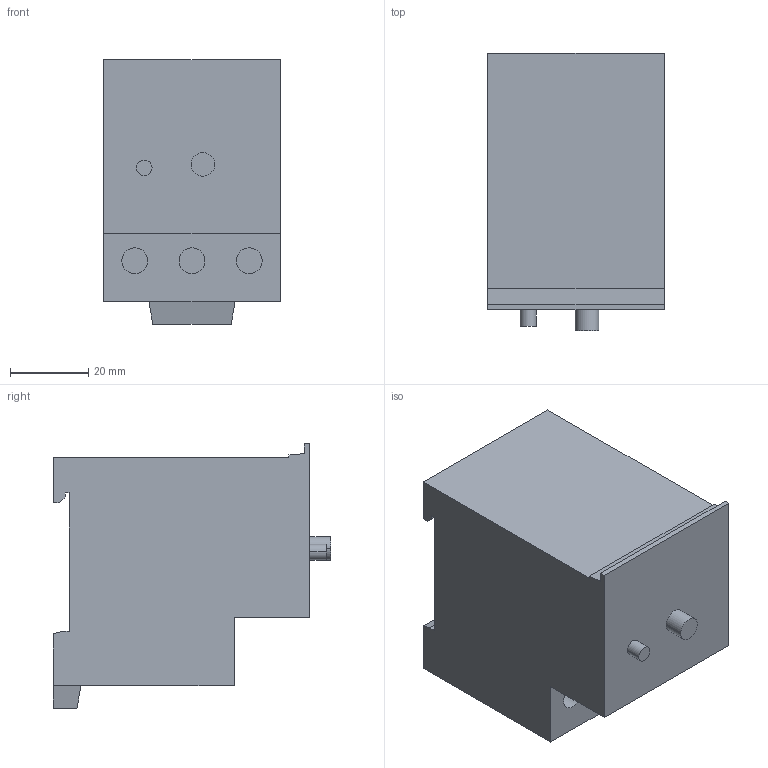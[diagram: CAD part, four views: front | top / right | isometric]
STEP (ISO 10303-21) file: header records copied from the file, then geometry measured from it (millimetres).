
FILE_DESCRIPTION (( 'STEP AP203' ), '1' );
FILE_NAME ('U3-32.STEP', '2014-04-29T09:22:59', ( '' ), ( '' ), 'SwSTEP 2.0', 'SolidWorks 2014', '' );
FILE_SCHEMA (( 'CONFIG_CONTROL_DESIGN' ));
Length unit declared in the file: millimetre
Products named in the file (1): U3-32
Bounding box: 45 x 70.7 x 67.5 mm (x, y, z)
Volume: 146975.9 mm3; surface area: 21992.4 mm2
Topology: 1 solids, 1 shells, 76 faces, 192 edges, 128 vertices
Faces by surface type: plane 66, cylinder 10
Entity records: 2345 total; most frequent: CARTESIAN_POINT 397, ORIENTED_EDGE 384, DIRECTION 366, EDGE_CURVE 192, LINE 172, VECTOR 172, VERTEX_POINT 128, AXIS2_PLACEMENT_3D 97
